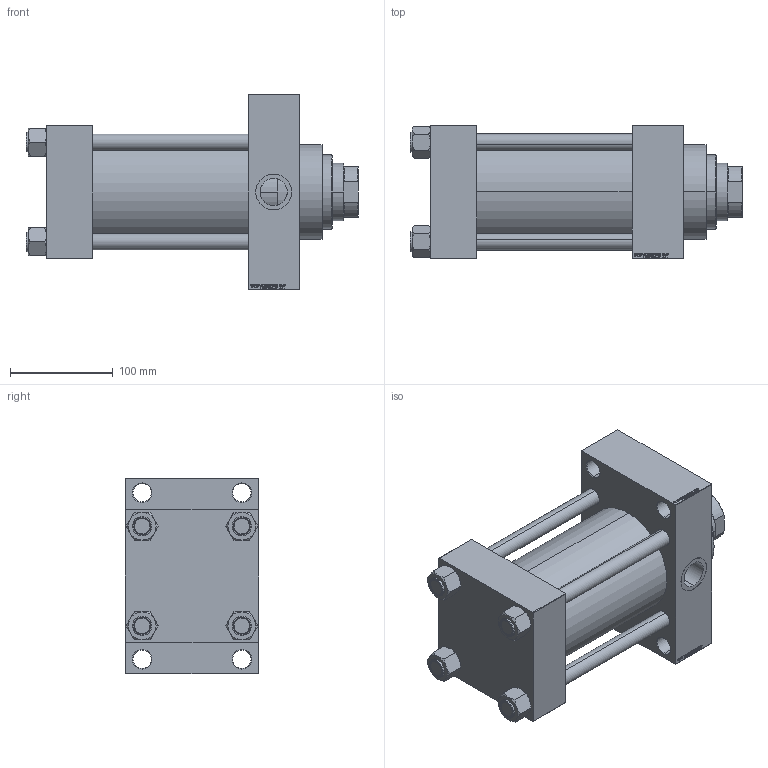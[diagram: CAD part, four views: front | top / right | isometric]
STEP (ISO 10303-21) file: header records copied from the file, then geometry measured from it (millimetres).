
FILE_DESCRIPTION (( 'STEP AP203' ), '1' );
FILE_NAME ('a5fe.STEP', '2022-04-14T13:06:21', ( '' ), ( '' ), 'SwSTEP 2.0', 'SolidWorks 2019', '' );
FILE_SCHEMA (( 'CONFIG_CONTROL_DESIGN' ));
Length unit declared in the file: millimetre
Products named in the file (6): a5fe; V215CR_D_Body 0bdd127aeb54d2129e763b4c825fd0c6; V215_VC_A 0bdd127aeb54d2129e763b4c825fd0c6; V215CR_VCP_D 0bdd127aeb54d2129e763b4c825fd0c6; V215CR_D_TYCINKA 0bdd127aeb54d2129e763b4c825fd0c6; NUT_M5_D 0bdd127aeb54d2129e763b4c825fd0c6
Assembly tree (11 placements, depth 2):
  a5fe
    V215CR_D_Body 0bdd127aeb54d2129e763b4c825fd0c6
    V215CR_VCP_D 0bdd127aeb54d2129e763b4c825fd0c6
    NUT_M5_D 0bdd127aeb54d2129e763b4c825fd0c6  x4
    V215CR_D_TYCINKA 0bdd127aeb54d2129e763b4c825fd0c6  x4
    V215_VC_A 0bdd127aeb54d2129e763b4c825fd0c6
Bounding box: 323 x 130 x 190 mm (x, y, z)
Volume: 2983041.4 mm3; surface area: 441658.2 mm2
Topology: 11 solids, 11 shells, 1160 faces, 2928 edges, 1903 vertices
Faces by surface type: plane 547, bspline 368, cone 144, cylinder 93, torus 8
Entity records: 47988 total; most frequent: CARTESIAN_POINT 25260, ORIENTED_EDGE 5120, DIRECTION 3316, EDGE_CURVE 2560, VERTEX_POINT 1681, VECTOR 1534, LINE 1534, EDGE_LOOP 1137
